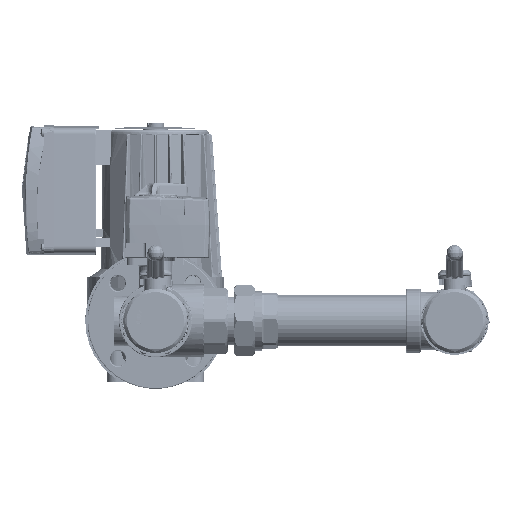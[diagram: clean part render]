
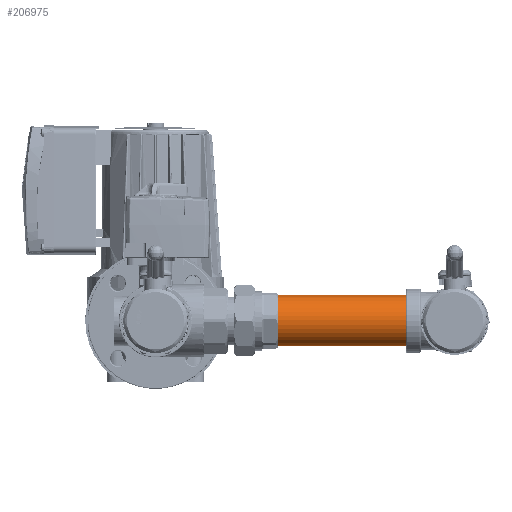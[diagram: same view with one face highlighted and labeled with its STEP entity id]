
A CAD part, left-side view. The second image highlights one B-rep face of the part: STEP entity #206975.
In plain terms, the highlighted cylindrical face has radius 30.15 mm (diameter 60.3 mm), a full revolution.
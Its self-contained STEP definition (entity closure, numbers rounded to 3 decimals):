
#206891 = EDGE_CURVE('',#206892,#206892,#206894,.T.);
#206892 = VERTEX_POINT('',#206893);
#206893 = CARTESIAN_POINT('',(-19.134,-288.535,
    20.238));
#206894 = CIRCLE('',#206895,30.15);
#206895 = AXIS2_PLACEMENT_3D('',#206896,#206897,#206898);
#206896 = CARTESIAN_POINT('',(-0.214,-288.535,
    -3.237));
#206897 = DIRECTION('',(0.,1.,0.));
#206898 = DIRECTION('',(-0.628,0.,
    0.779));
#206962 = EDGE_CURVE('',#206963,#206963,#206965,.T.);
#206963 = VERTEX_POINT('',#206964);
#206964 = CARTESIAN_POINT('',(-19.134,-138.535,
    20.238));
#206965 = CIRCLE('',#206966,30.15);
#206966 = AXIS2_PLACEMENT_3D('',#206967,#206968,#206969);
#206967 = CARTESIAN_POINT('',(-0.214,-138.535,
    -3.237));
#206968 = DIRECTION('',(0.,1.,0.));
#206969 = DIRECTION('',(-0.628,0.,
    0.779));
#206975 = ADVANCED_FACE('',(#206976),#206986,.T.);
#206976 = FACE_BOUND('',#206977,.T.);
#206977 = EDGE_LOOP('',(#206978,#206979,#206984,#206985));
#206978 = ORIENTED_EDGE('',*,*,#206962,.F.);
#206979 = ORIENTED_EDGE('',*,*,#206980,.F.);
#206980 = EDGE_CURVE('',#206892,#206963,#206981,.T.);
#206981 = B_SPLINE_CURVE_WITH_KNOTS('',1,(#206982,#206983),
  .UNSPECIFIED.,.F.,.F.,(2,2),(25.,175.),.PIECEWISE_BEZIER_KNOTS.);
#206982 = CARTESIAN_POINT('',(-19.134,-288.535,
    20.238));
#206983 = CARTESIAN_POINT('',(-19.134,-138.535,
    20.238));
#206984 = ORIENTED_EDGE('',*,*,#206891,.T.);
#206985 = ORIENTED_EDGE('',*,*,#206980,.T.);
#206986 = CYLINDRICAL_SURFACE('',#206987,30.15);
#206987 = AXIS2_PLACEMENT_3D('',#206988,#206989,#206990);
#206988 = CARTESIAN_POINT('',(-0.214,-313.535,
    -3.237));
#206989 = DIRECTION('',(0.,1.,0.));
#206990 = DIRECTION('',(-0.628,0.,
    0.779));
